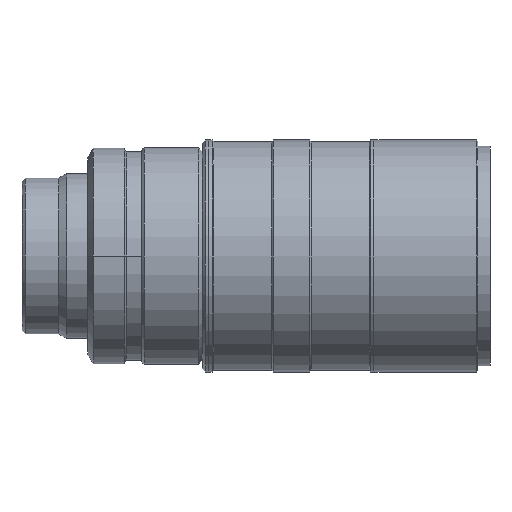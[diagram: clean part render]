
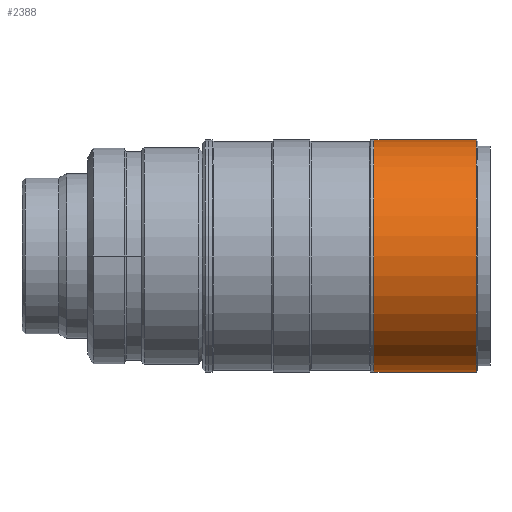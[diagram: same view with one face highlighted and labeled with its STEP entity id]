
A CAD part, front view. The second image highlights one B-rep face of the part: STEP entity #2388.
In plain terms, the highlighted cylindrical face has radius 38 mm (diameter 76 mm), a partial arc.
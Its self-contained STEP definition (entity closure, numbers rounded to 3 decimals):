
#25 = VERTEX_POINT ( 'NONE', #1530 ) ;
#75 = AXIS2_PLACEMENT_3D ( 'NONE', #205, #177, #216 ) ;
#177 = DIRECTION ( 'NONE',  ( 1., 0., 0. ) ) ;
#205 = CARTESIAN_POINT ( 'NONE',  ( 0., 0., 0. ) ) ;
#216 = DIRECTION ( 'NONE',  ( 0., 0., -1. ) ) ;
#300 = AXIS2_PLACEMENT_3D ( 'NONE', #1681, #4169, #2035 ) ;
#321 = CARTESIAN_POINT ( 'NONE',  ( -40.56, 0., 0. ) ) ;
#431 = CARTESIAN_POINT ( 'NONE',  ( -7.06, 0., -38. ) ) ;
#485 = VERTEX_POINT ( 'NONE', #1957 ) ;
#496 = CIRCLE ( 'NONE', #3856, 38. ) ;
#676 = DIRECTION ( 'NONE',  ( 0., 0., -1. ) ) ;
#703 = CARTESIAN_POINT ( 'NONE',  ( 0., 0., 38. ) ) ;
#762 = VERTEX_POINT ( 'NONE', #431 ) ;
#1046 = VERTEX_POINT ( 'NONE', #2854 ) ;
#1076 = DIRECTION ( 'NONE',  ( 1., 0., 0. ) ) ;
#1530 = CARTESIAN_POINT ( 'NONE',  ( -40.56, 0., -38. ) ) ;
#1681 = CARTESIAN_POINT ( 'NONE',  ( -7.06, 0., 0. ) ) ;
#1949 = ORIENTED_EDGE ( 'NONE', *, *, #2603, .T. ) ;
#1957 = CARTESIAN_POINT ( 'NONE',  ( -40.56, 0., 38. ) ) ;
#2033 = ORIENTED_EDGE ( 'NONE', *, *, #3166, .F. ) ;
#2035 = DIRECTION ( 'NONE',  ( 0., 0., -1. ) ) ;
#2227 = ORIENTED_EDGE ( 'NONE', *, *, #4115, .T. ) ;
#2271 = VECTOR ( 'NONE', #1076, 1000. ) ;
#2388 = ADVANCED_FACE ( 'NONE', ( #3121 ), #3637, .T. ) ;
#2435 = EDGE_CURVE ( 'NONE', #762, #1046, #2682, .T. ) ;
#2519 = VECTOR ( 'NONE', #3206, 1000. ) ;
#2603 = EDGE_CURVE ( 'NONE', #25, #762, #3215, .T. ) ;
#2682 = CIRCLE ( 'NONE', #300, 38. ) ;
#2832 = DIRECTION ( 'NONE',  ( 1., 0., 0. ) ) ;
#2854 = CARTESIAN_POINT ( 'NONE',  ( -7.06, 0., 38. ) ) ;
#3121 = FACE_OUTER_BOUND ( 'NONE', #3831, .T. ) ;
#3166 = EDGE_CURVE ( 'NONE', #485, #1046, #4433, .T. ) ;
#3206 = DIRECTION ( 'NONE',  ( 1., 0., 0. ) ) ;
#3215 = LINE ( 'NONE', #4635, #2271 ) ;
#3251 = ORIENTED_EDGE ( 'NONE', *, *, #2435, .T. ) ;
#3637 = CYLINDRICAL_SURFACE ( 'NONE', #75, 38. ) ;
#3831 = EDGE_LOOP ( 'NONE', ( #2033, #2227, #1949, #3251 ) ) ;
#3856 = AXIS2_PLACEMENT_3D ( 'NONE', #321, #2832, #676 ) ;
#4115 = EDGE_CURVE ( 'NONE', #485, #25, #496, .T. ) ;
#4169 = DIRECTION ( 'NONE',  ( -1., 0., 0. ) ) ;
#4433 = LINE ( 'NONE', #703, #2519 ) ;
#4635 = CARTESIAN_POINT ( 'NONE',  ( 0., 0., -38. ) ) ;
